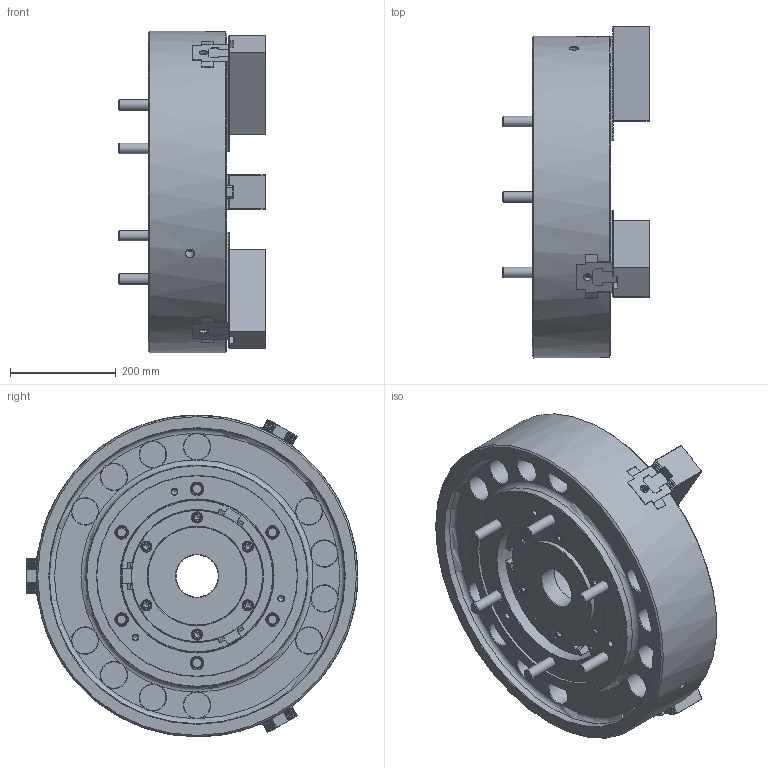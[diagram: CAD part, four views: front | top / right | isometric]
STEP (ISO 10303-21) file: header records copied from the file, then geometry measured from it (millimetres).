
FILE_DESCRIPTION(/* description */ ('Unknown'),/* implementation_level */ '2;1');
FILE_NAME(/* name */ 'B24',/* time_stamp */ '2017-05-23T12:31:44+01:00',/* author */ ('Unknown'),/* organization */ ('Unknown'),/* preprocessor_version */ 'ST-DEVELOPER v16.7',/* originating_system */ 'DEX',/* authorisation */ $);
FILE_SCHEMA (('AUTOMOTIVE_DESIGN {1 0 10303 214 3 1 1}'));
Products named in the file (1): B24
Bounding box: 278 x 629.12 x 610 mm (x, y, z)
Volume: 36367287.8 mm3; surface area: 2033426.2 mm2
Topology: 1 solids, 36 shells, 4715 faces, 15939 edges, 10006 vertices
Faces by surface type: plane 3861, cylinder 394, cone 332, bspline 72, torus 50, sphere 6
Full cylindrical faces by diameter (mm): 1.5 x3, 1.9 x3, 3.242 x3, 3.8 x12, 4 x6, 4.2 x3, 4.5 x3, 4.917 x6, 5 x7, 5.188 x3, 6 x20, 6.6 x6, 8 x3, 9 x3, 10 x6, 10.106 x9, 11 x6, 12 x15, 13.5 x6, 15 x3, 16 x2, 17 x2, 18 x6, 20 x24, 21 x6, 24 x6, 30 x6, 32 x6, 33 x6, 36 x6
Entity records: 201771 total; most frequent: CARTESIAN_POINT 32533, ORIENTED_EDGE 30368, DIRECTION 25790, EDGE_CURVE 15184, LINE 13304, VECTOR 13304, VERTEX_POINT 9793, AXIS2_PLACEMENT_3D 6243
